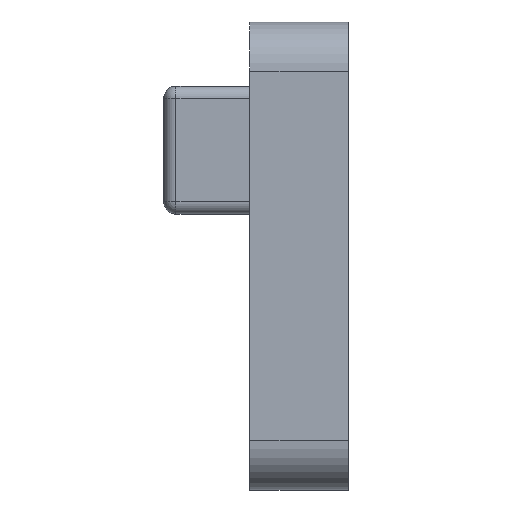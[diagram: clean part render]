
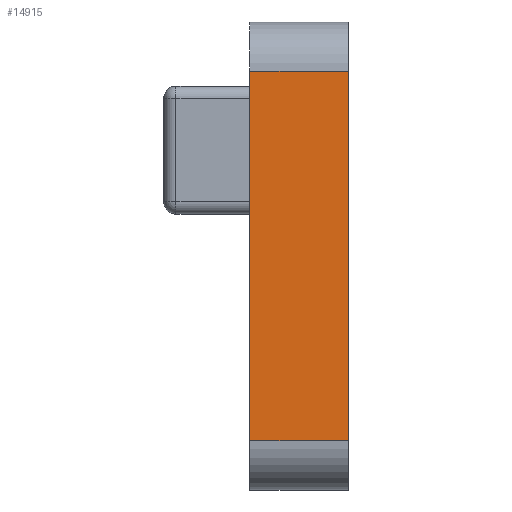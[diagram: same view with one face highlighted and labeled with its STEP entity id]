
A CAD part, front view. The second image highlights one B-rep face of the part: STEP entity #14915.
In plain terms, the highlighted planar face has unit normal (0, -1, 0).
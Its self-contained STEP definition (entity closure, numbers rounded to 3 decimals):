
#333 = CARTESIAN_POINT ( 'NONE',  ( -2., -17., 9.5 ) ) ;
#1305 = VERTEX_POINT ( 'NONE', #14891 ) ;
#2364 = DIRECTION ( 'NONE',  ( 0., 1., 0. ) ) ;
#2490 = VECTOR ( 'NONE', #17655, 1000. ) ;
#2980 = VECTOR ( 'NONE', #16852, 1000. ) ;
#4814 = DIRECTION ( 'NONE',  ( 0., 0., -1. ) ) ;
#5833 = ORIENTED_EDGE ( 'NONE', *, *, #12875, .F. ) ;
#6681 = VERTEX_POINT ( 'NONE', #10611 ) ;
#6986 = VERTEX_POINT ( 'NONE', #13632 ) ;
#7012 = ORIENTED_EDGE ( 'NONE', *, *, #12818, .T. ) ;
#7053 = LINE ( 'NONE', #19125, #2490 ) ;
#7867 = EDGE_CURVE ( 'NONE', #6986, #6681, #15431, .T. ) ;
#8200 = EDGE_LOOP ( 'NONE', ( #12957, #14184, #5833, #7012 ) ) ;
#8457 = CARTESIAN_POINT ( 'NONE',  ( 2., -17., 9.5 ) ) ;
#9503 = VECTOR ( 'NONE', #13002, 1000. ) ;
#10007 = CARTESIAN_POINT ( 'NONE',  ( 2., -17., -7.5 ) ) ;
#10611 = CARTESIAN_POINT ( 'NONE',  ( 2., -17., -7.5 ) ) ;
#11097 = LINE ( 'NONE', #12395, #2980 ) ;
#11485 = EDGE_CURVE ( 'NONE', #1305, #6986, #17277, .T. ) ;
#12395 = CARTESIAN_POINT ( 'NONE',  ( 2., -17., 7.5 ) ) ;
#12818 = EDGE_CURVE ( 'NONE', #14117, #1305, #11097, .T. ) ;
#12823 = PLANE ( 'NONE',  #16326 ) ;
#12875 = EDGE_CURVE ( 'NONE', #14117, #6681, #7053, .T. ) ;
#12957 = ORIENTED_EDGE ( 'NONE', *, *, #11485, .T. ) ;
#13002 = DIRECTION ( 'NONE',  ( 1., 0., 0. ) ) ;
#13110 = CARTESIAN_POINT ( 'NONE',  ( 2., -17., 7.5 ) ) ;
#13632 = CARTESIAN_POINT ( 'NONE',  ( -2., -17., -7.5 ) ) ;
#14117 = VERTEX_POINT ( 'NONE', #13110 ) ;
#14184 = ORIENTED_EDGE ( 'NONE', *, *, #7867, .T. ) ;
#14504 = DIRECTION ( 'NONE',  ( 0., 0., 1. ) ) ;
#14852 = FACE_OUTER_BOUND ( 'NONE', #8200, .T. ) ;
#14891 = CARTESIAN_POINT ( 'NONE',  ( -2., -17., 7.5 ) ) ;
#14915 = ADVANCED_FACE ( 'NONE', ( #14852 ), #12823, .F. ) ;
#15431 = LINE ( 'NONE', #10007, #9503 ) ;
#16326 = AXIS2_PLACEMENT_3D ( 'NONE', #8457, #2364, #14504 ) ;
#16852 = DIRECTION ( 'NONE',  ( -1., 0., 0. ) ) ;
#17029 = VECTOR ( 'NONE', #4814, 1000. ) ;
#17277 = LINE ( 'NONE', #333, #17029 ) ;
#17655 = DIRECTION ( 'NONE',  ( 0., 0., -1. ) ) ;
#19125 = CARTESIAN_POINT ( 'NONE',  ( 2., -17., 9.5 ) ) ;
